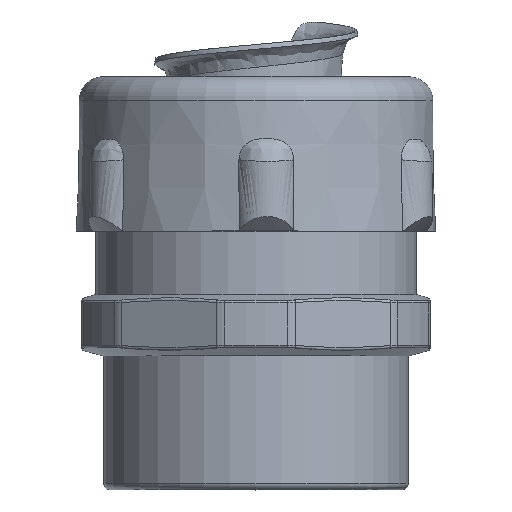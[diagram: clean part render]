
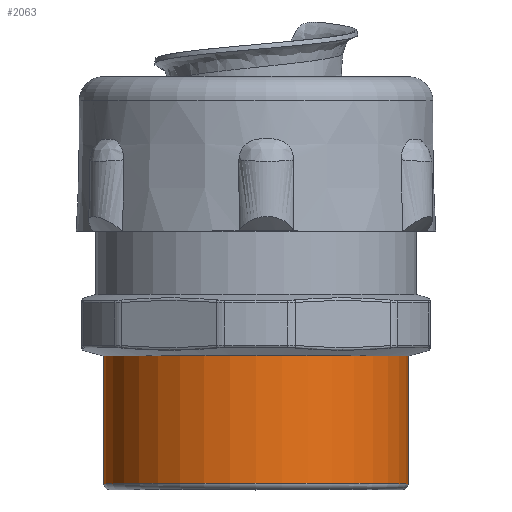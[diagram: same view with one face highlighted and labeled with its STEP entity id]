
A CAD part, top view. The second image highlights one B-rep face of the part: STEP entity #2063.
In plain terms, the highlighted cylindrical face has radius 12.4 mm (diameter 24.8 mm), a full revolution.
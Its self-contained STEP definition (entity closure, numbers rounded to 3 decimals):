
#502=FACE_OUTER_BOUND('',#631,.T.);
#631=EDGE_LOOP('',(#1910,#1911,#1912,#1913,#1914));
#668=LINE('',#5973,#705);
#705=VECTOR('',#2689,12.4);
#786=CIRCLE('',#2208,12.4);
#825=CIRCLE('',#2271,12.4);
#827=CIRCLE('',#2273,12.4);
#968=VERTEX_POINT('',#5374);
#1010=VERTEX_POINT('',#5967);
#1011=VERTEX_POINT('',#5968);
#1227=EDGE_CURVE('',#968,#968,#786,.T.);
#1309=EDGE_CURVE('',#1010,#1011,#825,.T.);
#1311=EDGE_CURVE('',#1011,#1010,#827,.T.);
#1312=EDGE_CURVE('',#968,#1010,#668,.T.);
#1910=ORIENTED_EDGE('',*,*,#1227,.F.);
#1911=ORIENTED_EDGE('',*,*,#1312,.T.);
#1912=ORIENTED_EDGE('',*,*,#1311,.F.);
#1913=ORIENTED_EDGE('',*,*,#1309,.F.);
#1914=ORIENTED_EDGE('',*,*,#1312,.F.);
#1940=CYLINDRICAL_SURFACE('',#2274,12.4);
#2063=ADVANCED_FACE('',(#502),#1940,.T.);
#2208=AXIS2_PLACEMENT_3D('',#5376,#2540,#2541);
#2271=AXIS2_PLACEMENT_3D('',#5969,#2681,#2682);
#2273=AXIS2_PLACEMENT_3D('',#5971,#2685,#2686);
#2274=AXIS2_PLACEMENT_3D('',#5972,#2687,#2688);
#2540=DIRECTION('center_axis',(0.,1.,0.));
#2541=DIRECTION('ref_axis',(1.,0.,0.));
#2681=DIRECTION('center_axis',(0.,-1.,0.));
#2682=DIRECTION('ref_axis',(1.,0.,0.));
#2685=DIRECTION('center_axis',(0.,-1.,0.));
#2686=DIRECTION('ref_axis',(1.,0.,0.));
#2687=DIRECTION('center_axis',(0.,1.,0.));
#2688=DIRECTION('ref_axis',(-1.,0.,0.));
#2689=DIRECTION('',(0.,-1.,0.));
#5374=CARTESIAN_POINT('',(12.4,10.9,0.));
#5376=CARTESIAN_POINT('Origin',(0.,10.9,0.));
#5967=CARTESIAN_POINT('',(12.4,0.5,0.));
#5968=CARTESIAN_POINT('',(0.,0.5,-12.4));
#5969=CARTESIAN_POINT('Origin',(0.,0.5,0.));
#5971=CARTESIAN_POINT('Origin',(0.,0.5,0.));
#5972=CARTESIAN_POINT('Origin',(0.,5.45,0.));
#5973=CARTESIAN_POINT('',(12.4,5.45,0.));
